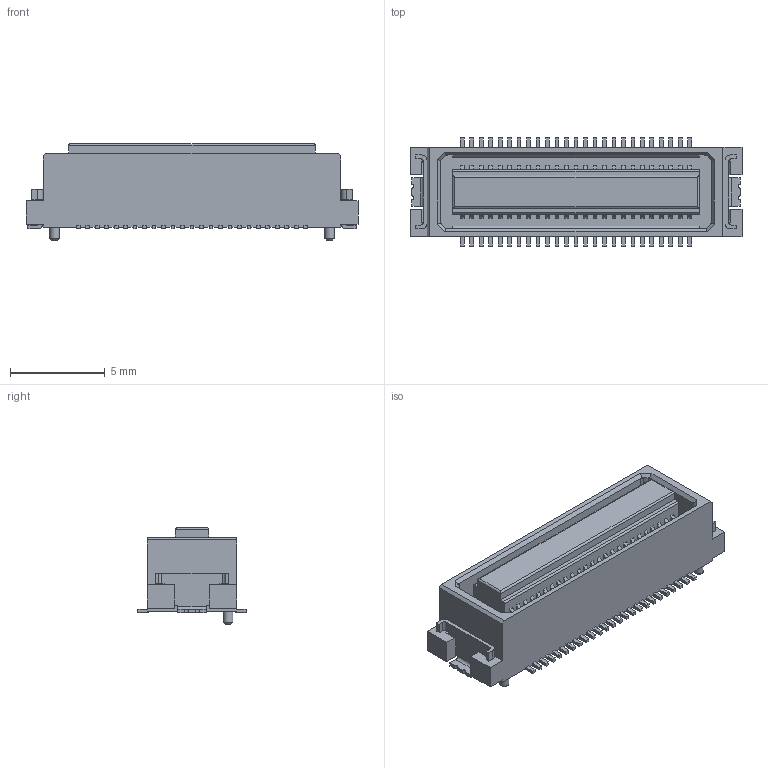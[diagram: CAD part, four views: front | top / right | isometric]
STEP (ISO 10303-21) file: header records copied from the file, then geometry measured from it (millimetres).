
FILE_DESCRIPTION(/* description */ (''),/* implementation_level */ '2;1');
FILE_NAME(/* name */ 'DF17(4_0)-50DS-0_5V v1.step',/* time_stamp */ '2021-12-16T11:35:42+01:00',/* author */ (''),/* organization */ (''),/* preprocessor_version */ 'ST-DEVELOPER v18.1',/* originating_system */ 'Autodesk Translation Framework v10.10.0.1391',/* authorisation */ '');
FILE_SCHEMA (('AUTOMOTIVE_DESIGN { 1 0 10303 214 3 1 1 }'));
Length unit declared in the file: millimetre
Products named in the file (2): DF17(4_0)-50DS-0_5V; DF17(4.0)-50DS-0.5V
Assembly tree (1 placements, depth 2):
  DF17(4_0)-50DS-0_5V
    DF17(4.0)-50DS-0.5V
Bounding box: 17.5 x 5.7 x 5.1 mm (x, y, z)
Volume: 250.3 mm3; surface area: 551.4 mm2
Topology: 1 solids, 1 shells, 910 faces, 2704 edges, 1800 vertices
Faces by surface type: plane 776, cylinder 132, cone 2
Full cylindrical faces by diameter (mm): 0.5 x2
Entity records: 30437 total; most frequent: CARTESIAN_POINT 5417, ORIENTED_EDGE 5408, DIRECTION 4802, EDGE_CURVE 2704, LINE 2432, VECTOR 2432, VERTEX_POINT 1800, AXIS2_PLACEMENT_3D 1185
